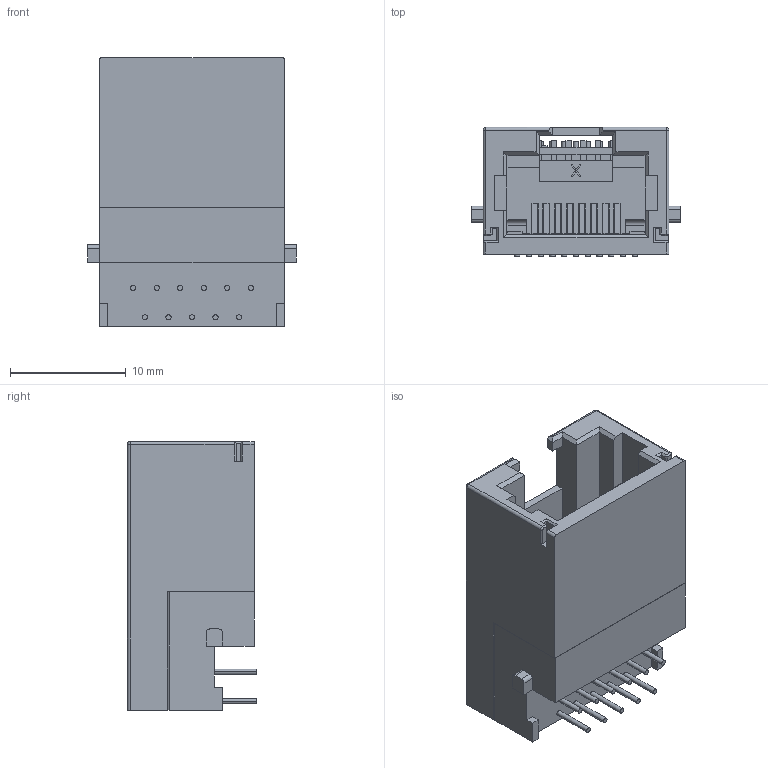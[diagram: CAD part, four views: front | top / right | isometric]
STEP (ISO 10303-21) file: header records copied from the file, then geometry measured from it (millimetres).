
FILE_DESCRIPTION((''),'2;1');
FILE_NAME('5-1X1_8_45_UP__','2019-02-22T',('V095'),(''),'PRO/ENGINEER BY PARAMETRIC TECHNOLOGY CORPORATION, 2010180','PRO/ENGINEER BY PARAMETRIC TECHNOLOGY CORPORATION, 2010180','');
FILE_SCHEMA(('AUTOMOTIVE_DESIGN_CC2 { 1 2 10303 214 -1 1 5 2 }'));
Length unit declared in the file: millimetre
Products named in the file (1): 5-1X1_8_45_UP__
Bounding box: 18 x 11.14 x 23.2 mm (x, y, z)
Volume: 2277.9 mm3; surface area: 4196.6 mm2
Topology: 1 solids, 4 shells, 1085 faces, 2961 edges, 1910 vertices
Faces by surface type: plane 837, cylinder 228, cone 10, bspline 8, sphere 2
Entity records: 41787 total; most frequent: CARTESIAN_POINT 6332, ORIENTED_EDGE 5918, DIRECTION 5571, EDGE_CURVE 2959, VECTOR 2449, LINE 2449, VERTEX_POINT 1910, AXIS2_PLACEMENT_3D 1561
